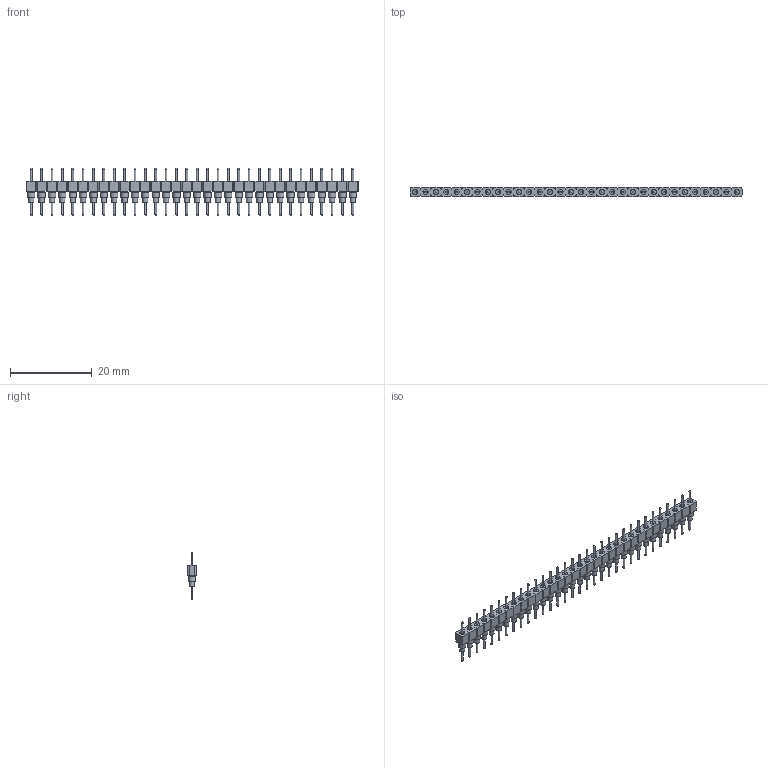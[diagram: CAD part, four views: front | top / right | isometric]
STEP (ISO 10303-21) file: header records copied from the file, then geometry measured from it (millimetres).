
FILE_DESCRIPTION(('FreeCAD Model'),'2;1');
FILE_NAME('Open CASCADE Shape Model','2025-01-12T11:49:16',(''),(''), 'Open CASCADE STEP processor 7.8','FreeCAD','Unknown');
FILE_SCHEMA(('AUTOMOTIVE_DESIGN { 1 0 10303 214 1 1 1 1 }'));
Length unit declared in the file: millimetre
Products named in the file (33): BBS-132-G-A_pins031; BBS-132-G-A_socket; BBS-132-G-A_pins; BBS-132-G-A_pins001; BBS-132-G-A_pins002; BBS-132-G-A_pins003; BBS-132-G-A_pins004; BBS-132-G-A_pins005; BBS-132-G-A_pins006; BBS-132-G-A_pins007; BBS-132-G-A_pins008; BBS-132-G-A_pins009; BBS-132-G-A_pins010; BBS-132-G-A_pins011; BBS-132-G-A_pins012; BBS-132-G-A_pins013; BBS-132-G-A_pins014; BBS-132-G-A_pins015; BBS-132-G-A_pins016; BBS-132-G-A_pins017; BBS-132-G-A_pins018; BBS-132-G-A_pins019; BBS-132-G-A_pins020; BBS-132-G-A_pins021; BBS-132-G-A_pins022; BBS-132-G-A_pins023; BBS-132-G-A_pins024; BBS-132-G-A_pins025; BBS-132-G-A_pins026; BBS-132-G-A_pins027; BBS-132-G-A_pins028; BBS-132-G-A_pins029; BBS-132-G-A_pins030
Bounding box: 81.28 x 2.44 x 11.68 mm (x, y, z)
Volume: 678.4 mm3; surface area: 2382.9 mm2
Topology: 33 solids, 33 shells, 580 faces, 1382 edges, 932 vertices
Faces by surface type: plane 324, cylinder 192, sphere 64
Full cylindrical faces by diameter (mm): 0.457 x64, 1.27 x96, 1.778 x32
Entity records: 17328 total; most frequent: CARTESIAN_POINT 3343, DIRECTION 2704, ORIENTED_EDGE 2636, EDGE_CURVE 1318, AXIS2_PLACEMENT_3D 1061, VERTEX_POINT 932, FACE_BOUND 772, EDGE_LOOP 772
